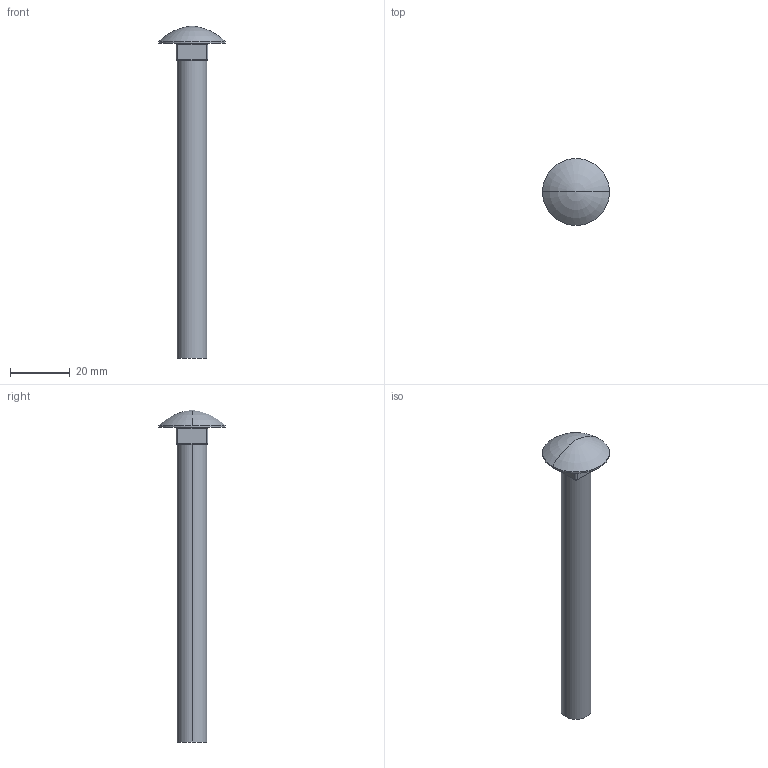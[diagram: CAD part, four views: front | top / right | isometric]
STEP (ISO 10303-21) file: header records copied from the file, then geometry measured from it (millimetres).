
FILE_DESCRIPTION (( 'STEP AP203' ), '1' );
FILE_NAME ('5002CS10X100.STEP', '2025-01-27T14:29:18', ( '' ), ( '' ), 'SwSTEP 2.0', 'SolidWorks 2023', '' );
FILE_SCHEMA (( 'CONFIG_CONTROL_DESIGN' ));
Length unit declared in the file: millimetre
Products named in the file (1): 5002CS10X100
Bounding box: 22.5 x 22.5 x 111.6 mm (x, y, z)
Volume: 9739.2 mm3; surface area: 4276 mm2
Topology: 1 solids, 1 shells, 33 faces, 72 edges, 41 vertices
Faces by surface type: cylinder 16, torus 10, plane 7
Entity records: 967 total; most frequent: DIRECTION 180, CARTESIAN_POINT 145, ORIENTED_EDGE 140, AXIS2_PLACEMENT_3D 76, EDGE_CURVE 70, CIRCLE 42, VERTEX_POINT 41, EDGE_LOOP 35
